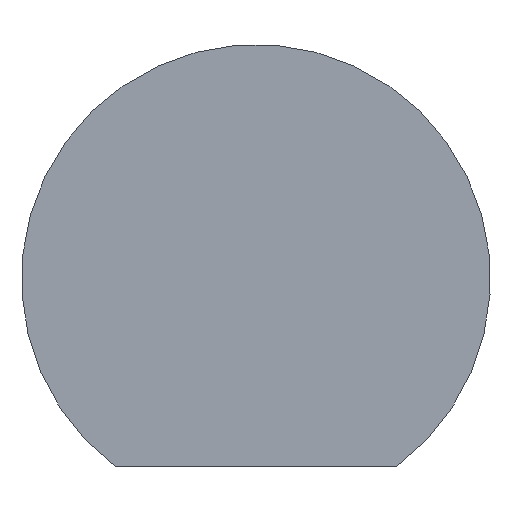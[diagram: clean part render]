
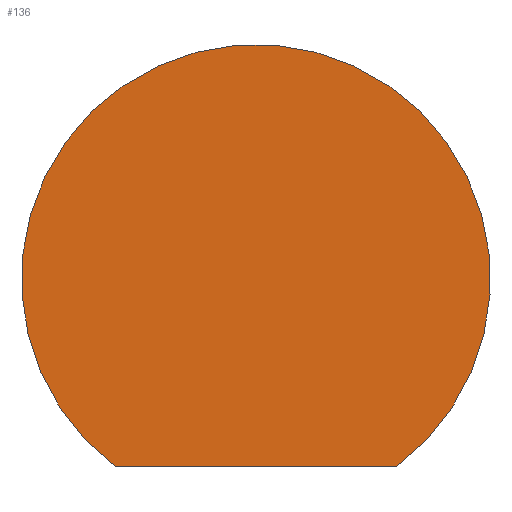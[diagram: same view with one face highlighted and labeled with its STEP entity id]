
A CAD part, front view. The second image highlights one B-rep face of the part: STEP entity #136.
In plain terms, the highlighted planar face has unit normal (0, -1, 0).
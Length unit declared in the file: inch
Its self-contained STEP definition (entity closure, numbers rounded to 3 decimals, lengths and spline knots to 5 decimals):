
#5 = DIRECTION ( 'NONE',  ( -1., 0., 0. ) ) ;
#19 = DIRECTION ( 'NONE',  ( 0., 0., 1. ) ) ;
#27 = VERTEX_POINT ( 'NONE', #155 ) ;
#28 = DIRECTION ( 'NONE',  ( 0., 1., 0. ) ) ;
#43 = FACE_OUTER_BOUND ( 'NONE', #141, .T. ) ;
#52 = PLANE ( 'NONE',  #169 ) ;
#56 = CARTESIAN_POINT ( 'NONE',  ( -0.075, 0., -0.1 ) ) ;
#100 = CIRCLE ( 'NONE', #158, 0.125 ) ;
#107 = EDGE_CURVE ( 'NONE', #27, #161, #126, .T. ) ;
#125 = VECTOR ( 'NONE', #5, 39.37008 ) ;
#126 = LINE ( 'NONE', #171, #125 ) ;
#134 = CARTESIAN_POINT ( 'NONE',  ( 0., 0., 0. ) ) ;
#136 = ADVANCED_FACE ( 'NONE', ( #43 ), #52, .F. ) ;
#137 = DIRECTION ( 'NONE',  ( 0., 0., 1. ) ) ;
#141 = EDGE_LOOP ( 'NONE', ( #168, #166 ) ) ;
#150 = DIRECTION ( 'NONE',  ( 0., 1., 0. ) ) ;
#151 = CARTESIAN_POINT ( 'NONE',  ( 0., 0., 0. ) ) ;
#155 = CARTESIAN_POINT ( 'NONE',  ( 0.075, 0., -0.1 ) ) ;
#158 = AXIS2_PLACEMENT_3D ( 'NONE', #151, #150, #137 ) ;
#161 = VERTEX_POINT ( 'NONE', #56 ) ;
#166 = ORIENTED_EDGE ( 'NONE', *, *, #107, .F. ) ;
#168 = ORIENTED_EDGE ( 'NONE', *, *, #174, .F. ) ;
#169 = AXIS2_PLACEMENT_3D ( 'NONE', #134, #28, #19 ) ;
#171 = CARTESIAN_POINT ( 'NONE',  ( -0.075, 0., -0.1 ) ) ;
#174 = EDGE_CURVE ( 'NONE', #161, #27, #100, .T. ) ;
